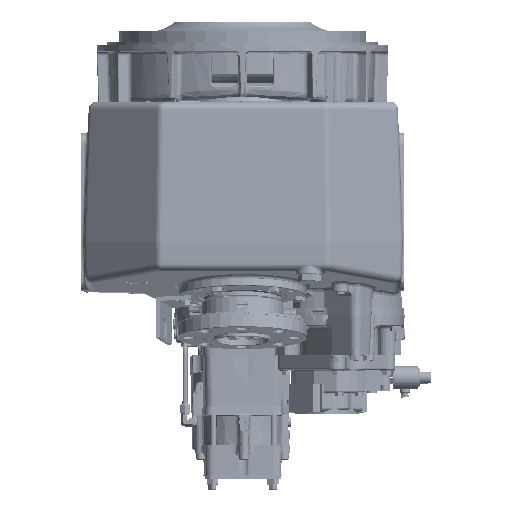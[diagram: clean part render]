
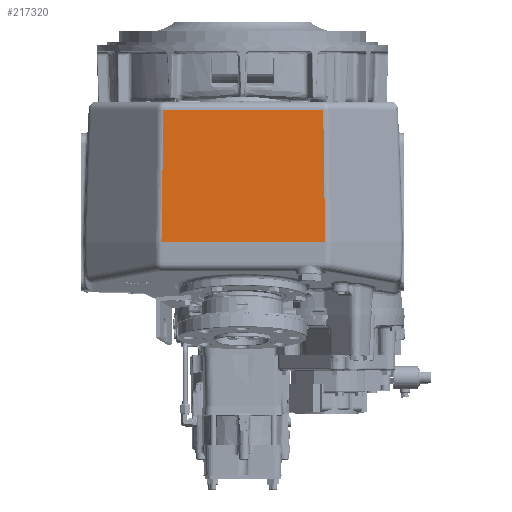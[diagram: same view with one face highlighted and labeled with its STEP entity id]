
A CAD part, front view. The second image highlights one B-rep face of the part: STEP entity #217320.
In plain terms, the highlighted planar face has unit normal (0, -0.999, 0.035).
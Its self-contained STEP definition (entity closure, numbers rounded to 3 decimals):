
#18379 = EDGE_LOOP ( 'NONE', ( #158906, #158909, #158911, #158914 ) ) ;
#79880 = CARTESIAN_POINT ( 'NONE',  ( 0., -420., -372.7 ) ) ;
#79925 = DIRECTION ( 'NONE',  ( -1., 0., 0. ) ) ;
#81633 = VECTOR ( 'NONE', #79925, 1000. ) ;
#81695 = LINE ( 'NONE', #79880, #81633 ) ;
#91736 = EDGE_CURVE ( 'NONE', #249274, #249292, #81695, .T. ) ;
#109667 = CARTESIAN_POINT ( 'NONE',  ( -149.767, -411.285, -123.142 ) ) ;
#109672 = CARTESIAN_POINT ( 'NONE',  ( 152.767, -411.285, -123.142 ) ) ;
#132274 = EDGE_CURVE ( 'NONE', #334117, #249292, #143857, .T. ) ;
#132277 = EDGE_CURVE ( 'NONE', #334122, #334117, #143867, .T. ) ;
#132279 = EDGE_CURVE ( 'NONE', #249274, #334122, #143874, .T. ) ;
#143802 = VECTOR ( 'NONE', #172778, 1000. ) ;
#143845 = VECTOR ( 'NONE', #172757, 1000. ) ;
#143857 = LINE ( 'NONE', #172655, #143845 ) ;
#143867 = LINE ( 'NONE', #172753, #143802 ) ;
#143874 = LINE ( 'NONE', #172783, #143877 ) ;
#143877 = VECTOR ( 'NONE', #172786, 1000. ) ;
#158906 = ORIENTED_EDGE ( 'NONE', *, *, #132274, .T. ) ;
#158909 = ORIENTED_EDGE ( 'NONE', *, *, #91736, .F. ) ;
#158911 = ORIENTED_EDGE ( 'NONE', *, *, #132279, .T. ) ;
#158914 = ORIENTED_EDGE ( 'NONE', *, *, #132277, .T. ) ;
#172655 = CARTESIAN_POINT ( 'NONE',  ( -153.345, -419.923, -370.485 ) ) ;
#172753 = CARTESIAN_POINT ( 'NONE',  ( -156.167, -411.285, -123.142 ) ) ;
#172757 = DIRECTION ( 'NONE',  ( -0.014, -0.035, -0.999 ) ) ;
#172778 = DIRECTION ( 'NONE',  ( -1., 0., 0. ) ) ;
#172783 = CARTESIAN_POINT ( 'NONE',  ( 156.344, -419.921, -370.441 ) ) ;
#172786 = DIRECTION ( 'NONE',  ( -0.014, 0.035, 0.999 ) ) ;
#185198 = AXIS2_PLACEMENT_3D ( 'NONE', #266292, #266353, #266356 ) ;
#217320 = ADVANCED_FACE ( 'NONE', ( #282843 ), #266296, .T. ) ;
#249274 = VERTEX_POINT ( 'NONE', #295906 ) ;
#249292 = VERTEX_POINT ( 'NONE', #295945 ) ;
#266292 = CARTESIAN_POINT ( 'NONE',  ( 0., -420., -372.7 ) ) ;
#266296 = PLANE ( 'NONE',  #185198 ) ;
#266353 = DIRECTION ( 'NONE',  ( 0., -0.999, 0.035 ) ) ;
#266356 = DIRECTION ( 'NONE',  ( 0., -0.035, -0.999 ) ) ;
#282843 = FACE_OUTER_BOUND ( 'NONE', #18379, .T. ) ;
#295906 = CARTESIAN_POINT ( 'NONE',  ( 156.377, -420., -372.7 ) ) ;
#295945 = CARTESIAN_POINT ( 'NONE',  ( -153.377, -420., -372.7 ) ) ;
#334117 = VERTEX_POINT ( 'NONE', #109667 ) ;
#334122 = VERTEX_POINT ( 'NONE', #109672 ) ;
